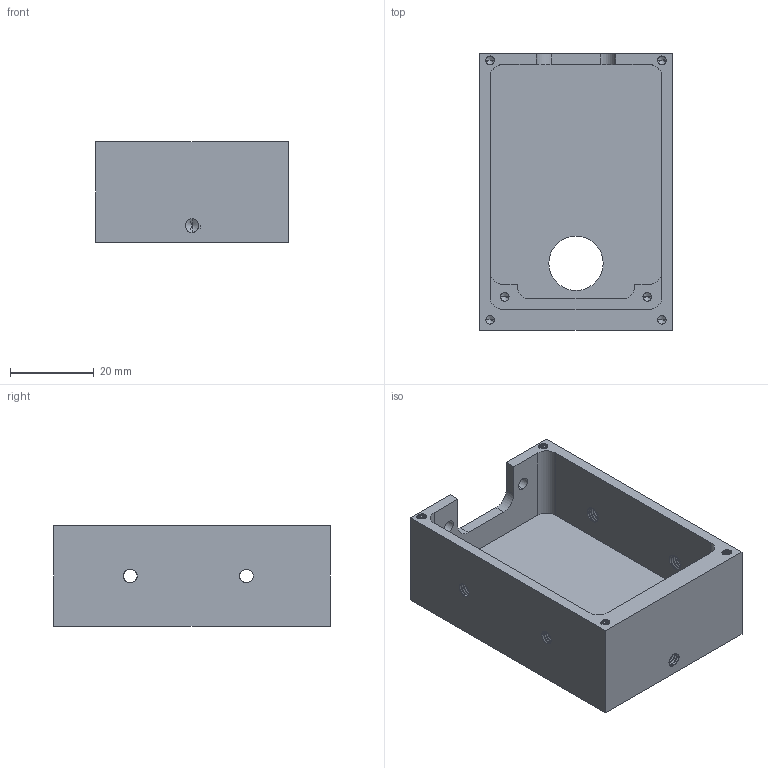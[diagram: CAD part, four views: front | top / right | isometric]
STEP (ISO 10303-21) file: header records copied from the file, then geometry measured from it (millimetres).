
FILE_DESCRIPTION (( 'STEP AP214' ), '1' );
FILE_NAME ('Housing2.STEP', '2020-09-23T20:36:52', ( '' ), ( '' ), 'SwSTEP 2.0', 'SolidWorks 2019', '' );
FILE_SCHEMA (( 'AUTOMOTIVE_DESIGN' ));
Length unit declared in the file: millimetre
Products named in the file (1): Housing2
Bounding box: 46 x 66 x 24 mm (x, y, z)
Volume: 28076.3 mm3; surface area: 15517.3 mm2
Topology: 1 solids, 1 shells, 381 faces, 1091 edges, 705 vertices
Faces by surface type: cylinder 296, plane 38, bspline 33, cone 14
Entity records: 30325 total; most frequent: CARTESIAN_POINT 21235, ORIENTED_EDGE 2154, DIRECTION 1211, EDGE_CURVE 1077, VERTEX_POINT 705, AXIS2_PLACEMENT_3D 422, EDGE_LOOP 402, ADVANCED_FACE 381
